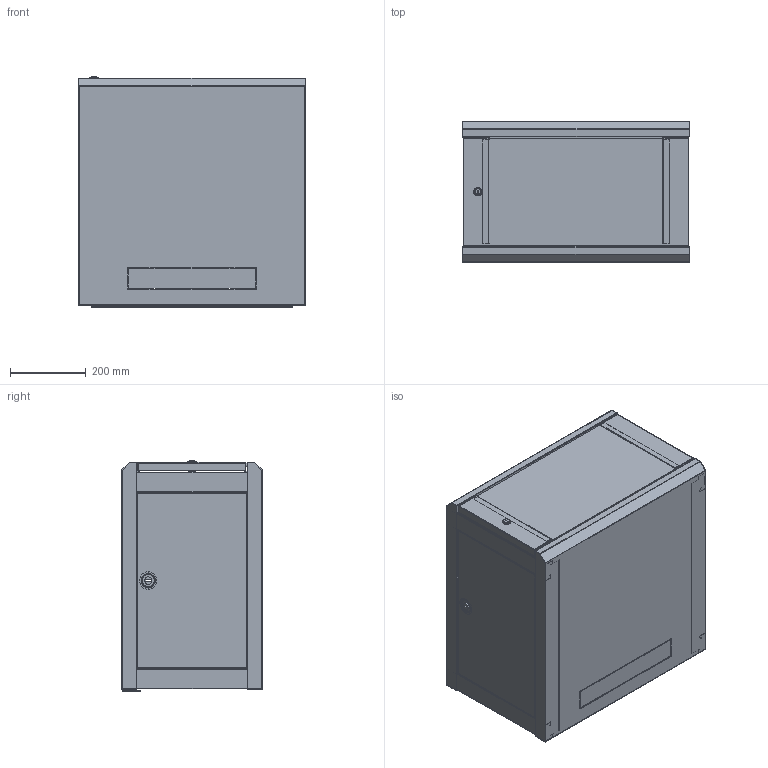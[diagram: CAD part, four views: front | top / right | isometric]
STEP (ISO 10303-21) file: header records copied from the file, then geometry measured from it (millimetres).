
FILE_DESCRIPTION (( 'STEP AP214' ), '1' );
FILE_NAME ('LC-SMA6606_3D.step', '2024-08-30T21:08:41', ( '' ), ( '' ), 'SwSTEP 2.0', 'SolidWorks 2022', '' );
FILE_SCHEMA (( 'AUTOMOTIVE_DESIGN' ));
Length unit declared in the file: millimetre
Products named in the file (24): Wall Mtg Pl^LC-SMA6606; cylinder, lock^door lock_door assy_LC-SMA6606; int lock-wshr, lock^door lock_door assy_LC-SMA6606; door panel^door assy_LC-SMA6606; nut, lock^door lock_door assy_LC-SMA6606; Frame Assy^LC-SMA6606; LC-SMA6606_3D; hz^Frame Assy_LC-SMA6606; side pnl^LC-SMA6606; Back Pl^LC-SMA6606; door lock^door assy_LC-SMA6606; latch, lock^door lock_door assy_LC-SMA6606; screw, Lock^door lock_door assy_LC-SMA6606; door assy^LC-SMA6606; base pnl^LC-SMA6606; door frame right^door assy_LC-SMA6606; vt^Frame Assy_LC-SMA6606; Vert Mtg Rails^LC-SMA6606; wshr, lock^door lock_door assy_LC-SMA6606; Hz L Brkt^LC-SMA6606; door washer^LC-SMA6606; top cover^LC-SMA6606; door frame left with lock^door assy_LC-SMA6606; HZ beam^LC-SMA6606
Assembly tree (34 placements, depth 4):
  LC-SMA6606_3D
    base pnl^LC-SMA6606
    HZ beam^LC-SMA6606  x4
    Frame Assy^LC-SMA6606  x2
      hz^Frame Assy_LC-SMA6606
      vt^Frame Assy_LC-SMA6606
    Back Pl^LC-SMA6606
    Wall Mtg Pl^LC-SMA6606
    Vert Mtg Rails^LC-SMA6606  x4
    Hz L Brkt^LC-SMA6606  x2
    door washer^LC-SMA6606
    door assy^LC-SMA6606
      door panel^door assy_LC-SMA6606
      door frame left with lock^door assy_LC-SMA6606
      door frame right^door assy_LC-SMA6606
      door lock^door assy_LC-SMA6606
        cylinder, lock^door lock_door assy_LC-SMA6606
        latch, lock^door lock_door assy_LC-SMA6606
        nut, lock^door lock_door assy_LC-SMA6606
        wshr, lock^door lock_door assy_LC-SMA6606
        int lock-wshr, lock^door lock_door assy_LC-SMA6606
        screw, Lock^door lock_door assy_LC-SMA6606
    side pnl^LC-SMA6606  x2
    top cover^LC-SMA6606
Bounding box: 600 x 371.4 x 608.8 mm (x, y, z)
Volume: 3328025.3 mm3; surface area: 4759451.1 mm2
Topology: 33 solids, 35 shells, 2230 faces, 6134 edges, 3967 vertices
Faces by surface type: plane 1367, cylinder 707, bspline 82, cone 66, torus 8
Entity records: 57318 total; most frequent: CARTESIAN_POINT 11450, ORIENTED_EDGE 7571, DIRECTION 7344, EDGE_CURVE 3795, LINE 2468, VECTOR 2468, VERTEX_POINT 2462, AXIS2_PLACEMENT_3D 2438
